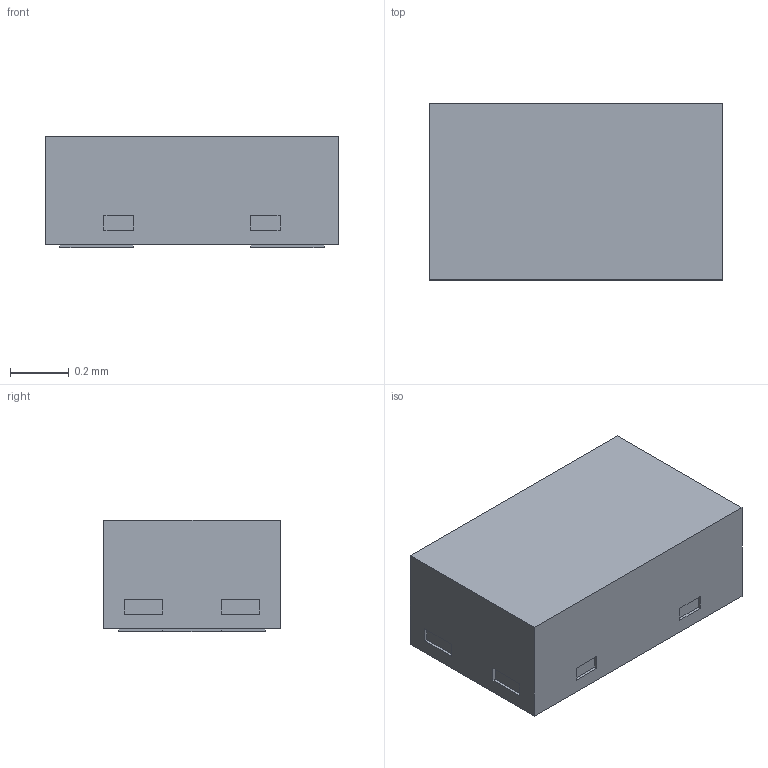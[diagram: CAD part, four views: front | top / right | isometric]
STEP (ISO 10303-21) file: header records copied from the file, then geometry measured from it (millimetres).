
FILE_DESCRIPTION(('STEP AP214'),'1');
FILE_NAME('CST3_90.stp','2018-11-26T05:47:57',(' '),(' '),'Spatial InterOp 3D',' ',' ');
FILE_SCHEMA(('automotive_design'));
Length unit declared in the file: millimetre
Products named in the file (5): CST3_90; Component1; Component2; Component3; Component4
Assembly tree (4 placements, depth 2):
  CST3_90
    Component1
    Component2
    Component3
    Component4
Bounding box: 1 x 0.6 x 0.38 mm (x, y, z)
Volume: 0.2 mm3; surface area: 2.8 mm2
Topology: 4 solids, 4 shells, 64 faces, 144 edges, 96 vertices
Faces by surface type: plane 64
Entity records: 2399 total; most frequent: CARTESIAN_POINT 309, ORIENTED_EDGE 288, DIRECTION 282, EDGE_CURVE 144, LINE 144, VECTOR 144, VERTEX_POINT 96, EDGE_LOOP 72
